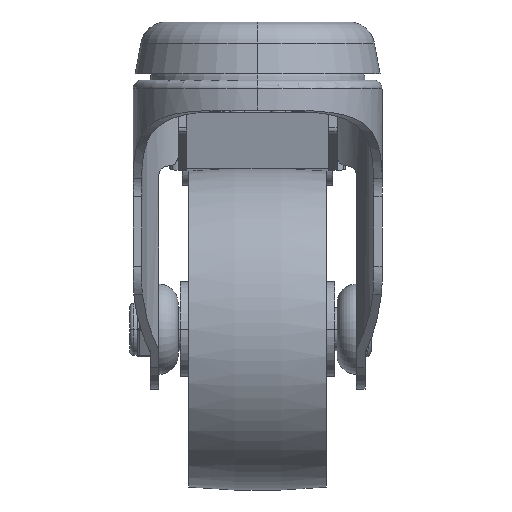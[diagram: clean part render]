
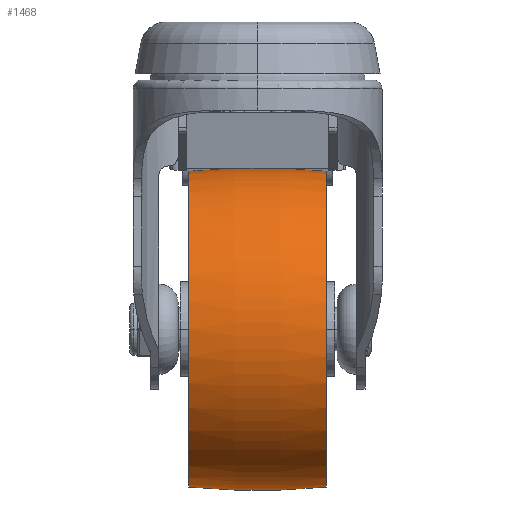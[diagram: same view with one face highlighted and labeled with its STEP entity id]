
A CAD part, left-side view. The second image highlights one B-rep face of the part: STEP entity #1468.
In plain terms, the highlighted toroidal (fillet/blend) face has major radius 133.542 mm and minor radius 171.042 mm.
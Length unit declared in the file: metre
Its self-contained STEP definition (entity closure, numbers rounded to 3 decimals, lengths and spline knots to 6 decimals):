
#1468=ADVANCED_FACE('',(#2519),#2520,.T.);
#2519=FACE_OUTER_BOUND('',#6469,.T.);
#2520=TOROIDAL_SURFACE('',#6470,-0.133542,0.171042);
#6469=EDGE_LOOP('',(#13818,#13819,#13820,#13821,#13822,#13823));
#6470=AXIS2_PLACEMENT_3D('',#13824,#13825,#13826);
#13818=ORIENTED_EDGE('',*,*,#16629,.F.);
#13819=ORIENTED_EDGE('',*,*,#16630,.T.);
#13820=ORIENTED_EDGE('',*,*,#16631,.T.);
#13821=ORIENTED_EDGE('',*,*,#16632,.F.);
#13822=ORIENTED_EDGE('',*,*,#16633,.F.);
#13823=ORIENTED_EDGE('',*,*,#16634,.F.);
#13824=CARTESIAN_POINT('',(0.,0.,0.0));
#13825=DIRECTION('',(0.,1.0,0.0));
#13826=DIRECTION('',(0.0,0.0,-1.0));
#16629=EDGE_CURVE('',#18765,#18766,#18767,.T.);
#16630=EDGE_CURVE('',#18765,#18768,#18769,.T.);
#16631=EDGE_CURVE('',#18768,#18770,#18771,.T.);
#16632=EDGE_CURVE('',#18772,#18770,#18773,.T.);
#16633=EDGE_CURVE('',#18774,#18772,#18775,.T.);
#16634=EDGE_CURVE('',#18766,#18774,#18776,.T.);
#18765=VERTEX_POINT('',#22672);
#18766=VERTEX_POINT('',#22673);
#18767=CIRCLE('',#22674,0.171042);
#18768=VERTEX_POINT('',#22675);
#18769=CIRCLE('',#22676,0.03675);
#18770=VERTEX_POINT('',#22677);
#18771=CIRCLE('',#22678,0.03675);
#18772=VERTEX_POINT('',#22679);
#18773=CIRCLE('',#22680,0.171042);
#18774=VERTEX_POINT('',#22681);
#18775=CIRCLE('',#22682,0.03675);
#18776=CIRCLE('',#22683,0.03675);
#22672=CARTESIAN_POINT('',(0.,-0.016,-0.03675));
#22673=CARTESIAN_POINT('',(0.,0.016,-0.03675));
#22674=AXIS2_PLACEMENT_3D('',#27673,#27674,#27675);
#22675=CARTESIAN_POINT('',(-0.03675,-0.016,0.0));
#22676=AXIS2_PLACEMENT_3D('',#27676,#27677,#27678);
#22677=CARTESIAN_POINT('',(0.,-0.016,0.03675));
#22678=AXIS2_PLACEMENT_3D('',#27679,#27680,#27681);
#22679=CARTESIAN_POINT('',(0.,0.016,0.03675));
#22680=AXIS2_PLACEMENT_3D('',#27682,#27683,#27684);
#22681=CARTESIAN_POINT('',(-0.03675,0.016,0.0));
#22682=AXIS2_PLACEMENT_3D('',#27685,#27686,#27687);
#22683=AXIS2_PLACEMENT_3D('',#27688,#27689,#27690);
#27673=CARTESIAN_POINT('',(0.,0.,0.133542));
#27674=DIRECTION('',(1.0,0.,0.));
#27675=DIRECTION('',(0.,0.,-1.0));
#27676=CARTESIAN_POINT('',(0.,-0.016,0.0));
#27677=DIRECTION('',(0.,1.0,0.0));
#27678=DIRECTION('',(-1.0,0.,0.0));
#27679=CARTESIAN_POINT('',(0.,-0.016,0.0));
#27680=DIRECTION('',(0.,1.0,0.0));
#27681=DIRECTION('',(-1.0,0.,0.0));
#27682=CARTESIAN_POINT('',(0.,0.,-0.133542));
#27683=DIRECTION('',(1.0,0.,0.));
#27684=DIRECTION('',(0.,0.,1.0));
#27685=CARTESIAN_POINT('',(0.,0.016,0.0));
#27686=DIRECTION('',(0.,1.0,0.0));
#27687=DIRECTION('',(-1.0,0.,0.0));
#27688=CARTESIAN_POINT('',(0.,0.016,0.0));
#27689=DIRECTION('',(0.,1.0,0.0));
#27690=DIRECTION('',(-1.0,0.,0.0));
